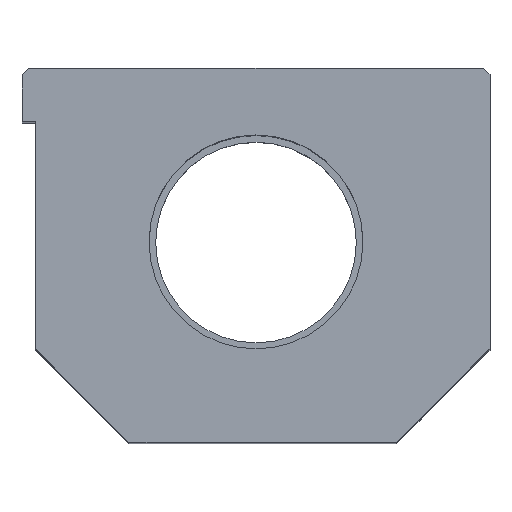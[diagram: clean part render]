
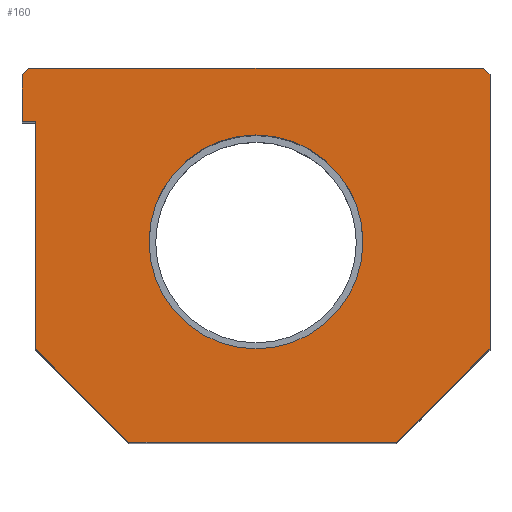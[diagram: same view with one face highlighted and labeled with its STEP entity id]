
A CAD part, top view. The second image highlights one B-rep face of the part: STEP entity #160.
In plain terms, the highlighted planar face has unit normal (0, 0, 1).
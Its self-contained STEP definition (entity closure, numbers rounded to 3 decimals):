
#160 = ADVANCED_FACE( '', ( #354, #355 ), #356, .T. );
#354 = FACE_BOUND( '', #551, .T. );
#355 = FACE_OUTER_BOUND( '', #552, .T. );
#356 = PLANE( '', #553 );
#551 = EDGE_LOOP( '', ( #1212, #1213 ) );
#552 = EDGE_LOOP( '', ( #1214, #1215, #1216, #1217, #1218, #1219, #1220, #1221, #1222, #1223 ) );
#553 = AXIS2_PLACEMENT_3D( '', #1224, #1225, #1226 );
#1212 = ORIENTED_EDGE( '', *, *, #1435, .T. );
#1213 = ORIENTED_EDGE( '', *, *, #1243, .T. );
#1214 = ORIENTED_EDGE( '', *, *, #1436, .F. );
#1215 = ORIENTED_EDGE( '', *, *, #1452, .F. );
#1216 = ORIENTED_EDGE( '', *, *, #1449, .F. );
#1217 = ORIENTED_EDGE( '', *, *, #1415, .F. );
#1218 = ORIENTED_EDGE( '', *, *, #1420, .F. );
#1219 = ORIENTED_EDGE( '', *, *, #1445, .F. );
#1220 = ORIENTED_EDGE( '', *, *, #1408, .F. );
#1221 = ORIENTED_EDGE( '', *, *, #1412, .F. );
#1222 = ORIENTED_EDGE( '', *, *, #1443, .F. );
#1223 = ORIENTED_EDGE( '', *, *, #1440, .F. );
#1224 = CARTESIAN_POINT( '', ( 0., 0., 62. ) );
#1225 = DIRECTION( '', ( 0., 0., 1. ) );
#1226 = DIRECTION( '', ( 1., 0., 0. ) );
#1243 = EDGE_CURVE( '', #1457, #1454, #1458, .T. );
#1408 = EDGE_CURVE( '', #1739, #1741, #1742, .T. );
#1412 = EDGE_CURVE( '', #1746, #1739, #1748, .T. );
#1415 = EDGE_CURVE( '', #1750, #1752, #1753, .T. );
#1420 = EDGE_CURVE( '', #1759, #1750, #1761, .T. );
#1435 = EDGE_CURVE( '', #1454, #1457, #1776, .T. );
#1436 = EDGE_CURVE( '', #1777, #1778, #1779, .T. );
#1440 = EDGE_CURVE( '', #1778, #1785, #1786, .T. );
#1443 = EDGE_CURVE( '', #1785, #1746, #1790, .T. );
#1445 = EDGE_CURVE( '', #1741, #1759, #1792, .T. );
#1449 = EDGE_CURVE( '', #1752, #1797, #1798, .T. );
#1452 = EDGE_CURVE( '', #1797, #1777, #1802, .T. );
#1454 = VERTEX_POINT( '', #1804 );
#1457 = VERTEX_POINT( '', #1808 );
#1458 = CIRCLE( '', #1809, 8. );
#1739 = VERTEX_POINT( '', #2212 );
#1741 = VERTEX_POINT( '', #2215 );
#1742 = LINE( '', #2216, #2217 );
#1746 = VERTEX_POINT( '', #2223 );
#1748 = LINE( '', #2226, #2227 );
#1750 = VERTEX_POINT( '', #2230 );
#1752 = VERTEX_POINT( '', #2233 );
#1753 = LINE( '', #2234, #2235 );
#1759 = VERTEX_POINT( '', #2244 );
#1761 = LINE( '', #2247, #2248 );
#1776 = CIRCLE( '', #2264, 8. );
#1777 = VERTEX_POINT( '', #2265 );
#1778 = VERTEX_POINT( '', #2266 );
#1779 = LINE( '', #2267, #2268 );
#1785 = VERTEX_POINT( '', #2277 );
#1786 = LINE( '', #2278, #2279 );
#1790 = LINE( '', #2285, #2286 );
#1792 = LINE( '', #2289, #2290 );
#1797 = VERTEX_POINT( '', #2298 );
#1798 = LINE( '', #2299, #2300 );
#1802 = LINE( '', #2306, #2307 );
#1804 = CARTESIAN_POINT( '', ( 0., 23., 62. ) );
#1808 = CARTESIAN_POINT( '', ( 0., 7., 62. ) );
#1809 = AXIS2_PLACEMENT_3D( '', #2311, #2312, #2313 );
#2212 = CARTESIAN_POINT( '', ( 17.5, 7., 62. ) );
#2215 = CARTESIAN_POINT( '', ( 10.5, 0., 62. ) );
#2216 = CARTESIAN_POINT( '', ( 10.5, 0., 62. ) );
#2217 = VECTOR( '', #2630, 1. );
#2223 = CARTESIAN_POINT( '', ( 17.5, 27.5, 62. ) );
#2226 = CARTESIAN_POINT( '', ( 17.5, 7., 62. ) );
#2227 = VECTOR( '', #2634, 1. );
#2230 = CARTESIAN_POINT( '', ( -16.5, 7., 62. ) );
#2233 = CARTESIAN_POINT( '', ( -16.5, 24., 62. ) );
#2234 = CARTESIAN_POINT( '', ( -16.5, 24., 62. ) );
#2235 = VECTOR( '', #2637, 1. );
#2244 = CARTESIAN_POINT( '', ( -9.5, 0., 62. ) );
#2247 = CARTESIAN_POINT( '', ( -16.5, 7., 62. ) );
#2248 = VECTOR( '', #2642, 1. );
#2264 = AXIS2_PLACEMENT_3D( '', #2683, #2684, #2685 );
#2265 = CARTESIAN_POINT( '', ( -17.5, 27.5, 62. ) );
#2266 = CARTESIAN_POINT( '', ( -17., 28., 62. ) );
#2267 = CARTESIAN_POINT( '', ( -17., 28., 62. ) );
#2268 = VECTOR( '', #2686, 1. );
#2277 = CARTESIAN_POINT( '', ( 17., 28., 62. ) );
#2278 = CARTESIAN_POINT( '', ( 17., 28., 62. ) );
#2279 = VECTOR( '', #2690, 1. );
#2285 = CARTESIAN_POINT( '', ( 17.5, 27.5, 62. ) );
#2286 = VECTOR( '', #2693, 1. );
#2289 = CARTESIAN_POINT( '', ( -9.5, 0., 62. ) );
#2290 = VECTOR( '', #2695, 1. );
#2298 = CARTESIAN_POINT( '', ( -17.5, 24., 62. ) );
#2299 = CARTESIAN_POINT( '', ( -17.5, 24., 62. ) );
#2300 = VECTOR( '', #2699, 1. );
#2306 = CARTESIAN_POINT( '', ( -17.5, 27.5, 62. ) );
#2307 = VECTOR( '', #2702, 1. );
#2311 = CARTESIAN_POINT( '', ( 0., 15., 62. ) );
#2312 = DIRECTION( '', ( 0., 0., -1. ) );
#2313 = DIRECTION( '', ( 0., 1., 0. ) );
#2630 = DIRECTION( '', ( -0.707, -0.707, 0. ) );
#2634 = DIRECTION( '', ( 0., -1., 0. ) );
#2637 = DIRECTION( '', ( 0., 1., 0. ) );
#2642 = DIRECTION( '', ( -0.707, 0.707, 0. ) );
#2683 = CARTESIAN_POINT( '', ( 0., 15., 62. ) );
#2684 = DIRECTION( '', ( 0., 0., -1. ) );
#2685 = DIRECTION( '', ( 0., 1., 0. ) );
#2686 = DIRECTION( '', ( 0.707, 0.707, 0. ) );
#2690 = DIRECTION( '', ( 1., 0., 0. ) );
#2693 = DIRECTION( '', ( 0.707, -0.707, 0. ) );
#2695 = DIRECTION( '', ( -1., 0., 0. ) );
#2699 = DIRECTION( '', ( -1., 0., 0. ) );
#2702 = DIRECTION( '', ( 0., 1., 0. ) );
